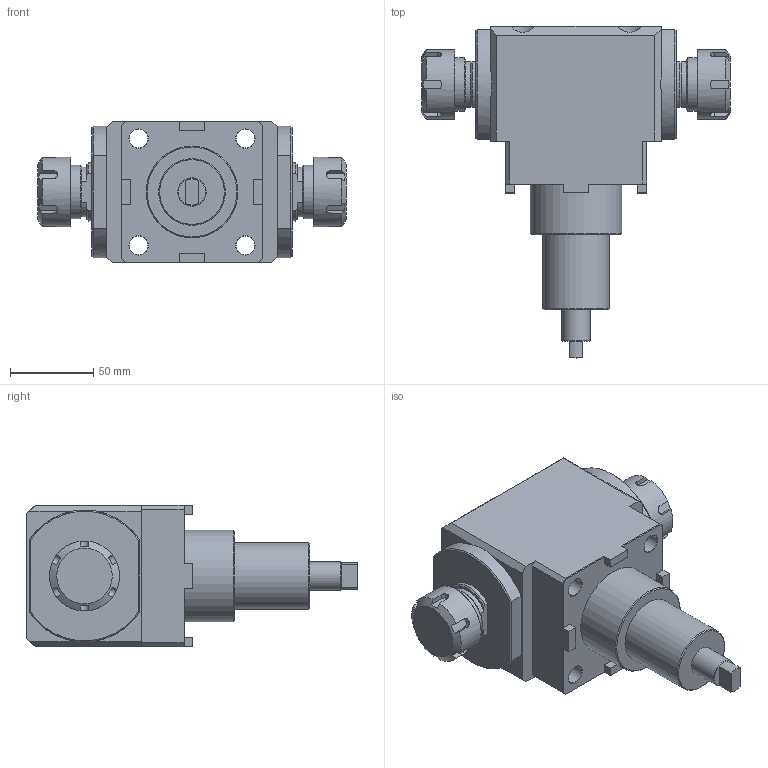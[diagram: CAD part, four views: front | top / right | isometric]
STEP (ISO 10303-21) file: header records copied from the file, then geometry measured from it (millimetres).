
FILE_DESCRIPTION(/* description */ (''),/* implementation_level */ '2;1');
FILE_NAME(/* name */ 'BMT55-ER25-25-Z.step',/* time_stamp */ '2025-10-02T07:31:27-05:00',/* author */ (''),/* organization */ (''),/* preprocessor_version */ 'ST-DEVELOPER v20.1',/* originating_system */ 'Autodesk Translation Framework v14.17.0.0',/* authorisation */ '');
FILE_SCHEMA (('AUTOMOTIVE_DESIGN { 1 0 10303 214 3 1 1 }'));
Length unit declared in the file: millimetre
Products named in the file (3): BMT55-ER25/25-Z; ER25 Collet Nut v2; Component2
Assembly tree (2 placements, depth 2):
  BMT55-ER25/25-Z
    ER25 Collet Nut v2
    Component2
Bounding box: 185 x 198.83 x 85 mm (x, y, z)
Volume: 1013301.5 mm3; surface area: 100116.9 mm2
Topology: 3 solids, 3 shells, 206 faces, 544 edges, 352 vertices
Faces by surface type: plane 130, cylinder 43, cone 29, bspline 4
Full cylindrical faces by diameter (mm): 11 x4, 16.802 x2, 17 x5, 32 x2, 40 x1, 41.91 x2, 55 x1
Entity records: 6742 total; most frequent: CARTESIAN_POINT 1661, ORIENTED_EDGE 1088, DIRECTION 1000, EDGE_CURVE 544, VERTEX_POINT 352, AXIS2_PLACEMENT_3D 345, LINE 310, VECTOR 310
